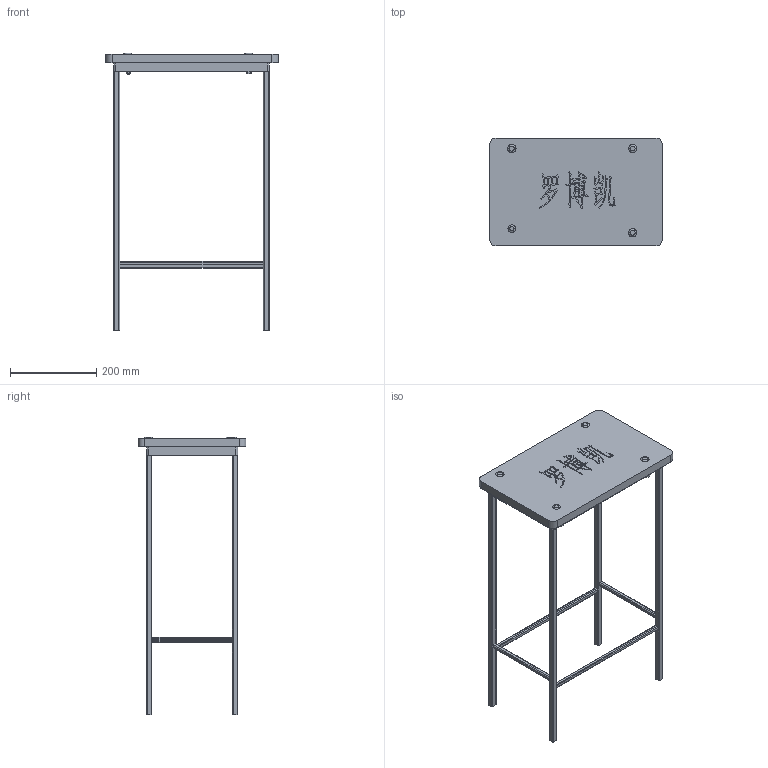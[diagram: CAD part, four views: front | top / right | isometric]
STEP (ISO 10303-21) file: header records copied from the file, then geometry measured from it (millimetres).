
FILE_DESCRIPTION (( 'STEP AP203' ), '1' );
FILE_NAME ('蹕痔翮_眛赽.STEP', '2025-01-17T12:04:41', ( '' ), ( '' ), 'SwSTEP 2.0', 'SolidWorks 2024', '' );
FILE_SCHEMA (( 'CONFIG_CONTROL_DESIGN' ));
Length unit declared in the file: millimetre
Products named in the file (1): 罗博凯_椅子
Bounding box: 400 x 250 x 642 mm (x, y, z)
Volume: 2744517.7 mm3; surface area: 426792.8 mm2
Topology: 1 solids, 1 shells, 478 faces, 1355 edges, 890 vertices
Faces by surface type: plane 327, bspline 97, cylinder 46, torus 8
Entity records: 18462 total; most frequent: CARTESIAN_POINT 6533, ORIENTED_EDGE 2710, DIRECTION 2045, EDGE_CURVE 1355, LINE 1041, VECTOR 1041, VERTEX_POINT 890, AXIS2_PLACEMENT_3D 502
